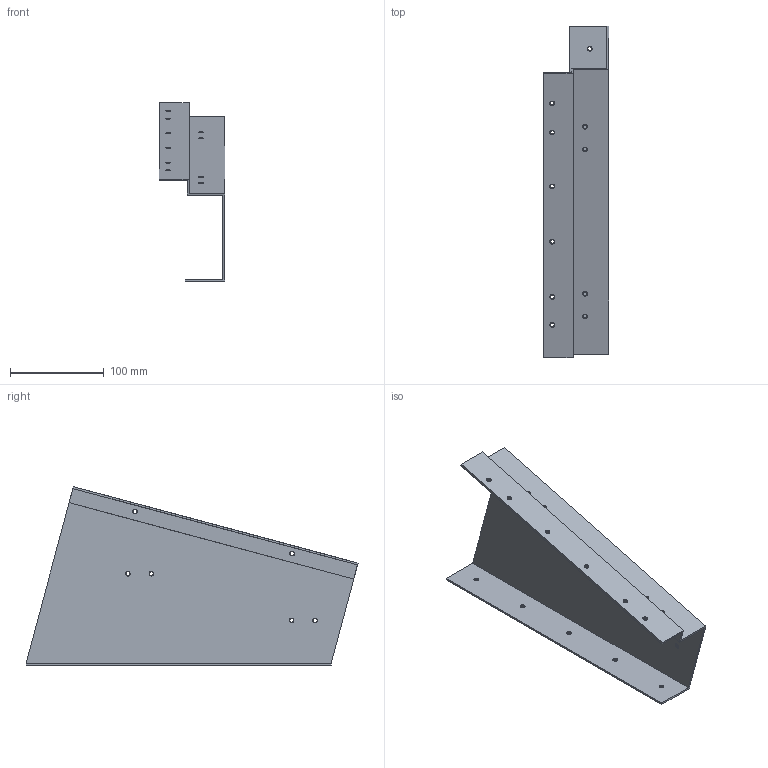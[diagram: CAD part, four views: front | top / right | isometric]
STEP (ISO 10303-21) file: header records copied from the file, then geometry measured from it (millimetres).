
FILE_DESCRIPTION(/* description */ (''),/* implementation_level */ '2;1');
FILE_NAME(/* name */ 'Screen-left.step',/* time_stamp */ '2025-12-01T20:54:01+01:00',/* author */ (''),/* organization */ (''),/* preprocessor_version */ 'ST-DEVELOPER v20.1',/* originating_system */ 'Autodesk Translation Framework v14.17.0.0',/* authorisation */ '');
FILE_SCHEMA (('AUTOMOTIVE_DESIGN { 1 0 10303 214 3 1 1 }'));
Length unit declared in the file: millimetre
Products named in the file (2): PreSonus StudioLive_16.0.2; screen-halterung-links
Assembly tree (1 placements, depth 2):
  PreSonus StudioLive_16.0.2
    screen-halterung-links
Bounding box: 70 x 354.92 x 190.92 mm (x, y, z)
Volume: 166152.1 mm3; surface area: 169490 mm2
Topology: 1 solids, 1 shells, 207 faces, 611 edges, 406 vertices
Faces by surface type: cylinder 147, bspline 42, plane 18
Full cylindrical faces by diameter (mm): 4.234 x21, 5.12 x42
Entity records: 20295 total; most frequent: CARTESIAN_POINT 15423, ORIENTED_EDGE 1222, DIRECTION 653, EDGE_CURVE 611, VERTEX_POINT 406, B_SPLINE_CURVE_WITH_KNOTS 378, AXIS2_PLACEMENT_3D 252, EDGE_LOOP 249
